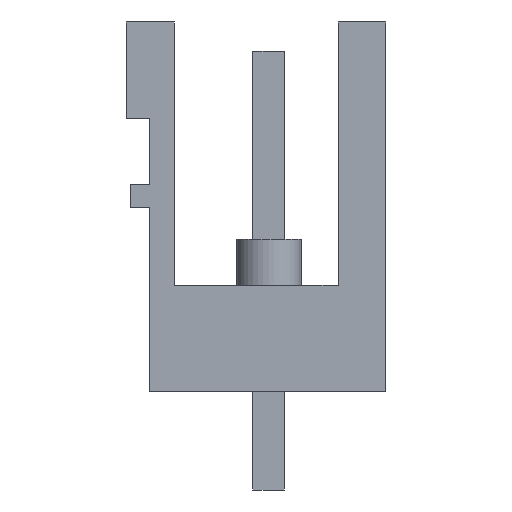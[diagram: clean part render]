
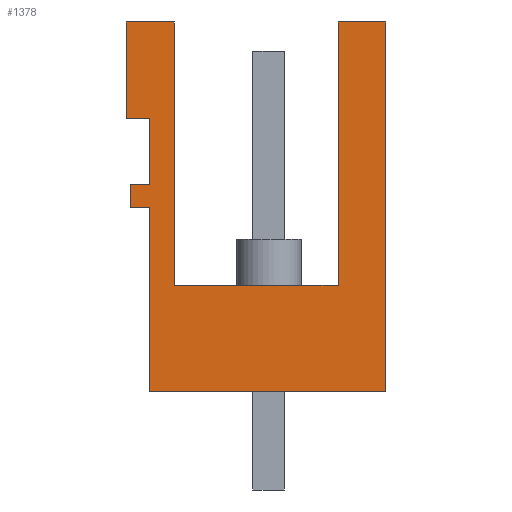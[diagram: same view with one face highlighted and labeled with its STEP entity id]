
A CAD part, left-side view. The second image highlights one B-rep face of the part: STEP entity #1378.
In plain terms, the highlighted planar face has unit normal (-1, 0, 0).
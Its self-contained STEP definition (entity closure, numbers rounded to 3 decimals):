
#1278=AXIS2_PLACEMENT_3D('Plane Axis2P3D',#1275,#1276,#1277) ;
#375=CARTESIAN_POINT('Vertex',(0.,7.68,3.2)) ;
#378=CARTESIAN_POINT('Line Origine',(0.,7.68,6.19)) ;
#382=CARTESIAN_POINT('Vertex',(0.,7.68,9.181)) ;
#1260=CARTESIAN_POINT('Vertex',(0.,0.,3.2)) ;
#1263=CARTESIAN_POINT('Line Origine',(0.,3.84,3.2)) ;
#1275=CARTESIAN_POINT('Axis2P3D Location',(0.,8.43,1.7)) ;
#1280=CARTESIAN_POINT('Line Origine',(0.,0.,9.2)) ;
#1284=CARTESIAN_POINT('Vertex',(0.,0.,15.2)) ;
#1287=CARTESIAN_POINT('Line Origine',(0.,0.775,15.2)) ;
#1291=CARTESIAN_POINT('Vertex',(0.,1.55,15.2)) ;
#1294=CARTESIAN_POINT('Line Origine',(0.,1.55,10.925)) ;
#1298=CARTESIAN_POINT('Vertex',(0.,1.55,6.65)) ;
#1301=CARTESIAN_POINT('Line Origine',(0.,4.206,6.65)) ;
#1305=CARTESIAN_POINT('Vertex',(0.,6.863,6.65)) ;
#1308=CARTESIAN_POINT('Line Origine',(0.,6.863,10.925)) ;
#1312=CARTESIAN_POINT('Vertex',(0.,6.863,15.2)) ;
#1315=CARTESIAN_POINT('Line Origine',(0.,7.647,15.2)) ;
#1319=CARTESIAN_POINT('Vertex',(0.,8.43,15.2)) ;
#1322=CARTESIAN_POINT('Line Origine',(0.,8.43,13.64)) ;
#1326=CARTESIAN_POINT('Vertex',(0.,8.43,12.08)) ;
#1329=CARTESIAN_POINT('Line Origine',(0.,8.055,12.08)) ;
#1333=CARTESIAN_POINT('Vertex',(0.,7.68,12.08)) ;
#1336=CARTESIAN_POINT('Line Origine',(0.,7.68,11.005)) ;
#1340=CARTESIAN_POINT('Vertex',(0.,7.68,9.93)) ;
#1343=CARTESIAN_POINT('Line Origine',(0.,7.99,9.93)) ;
#1347=CARTESIAN_POINT('Vertex',(0.,8.3,9.93)) ;
#1350=CARTESIAN_POINT('Line Origine',(0.,8.3,9.555)) ;
#1354=CARTESIAN_POINT('Vertex',(0.,8.3,9.181)) ;
#1357=CARTESIAN_POINT('Line Origine',(0.,7.99,9.181)) ;
#379=DIRECTION('Vector Direction',(0.,0.,-1.)) ;
#1264=DIRECTION('Vector Direction',(0.,-1.,0.)) ;
#1276=DIRECTION('Axis2P3D Direction',(-1.,0.,0.)) ;
#1277=DIRECTION('Axis2P3D XDirection',(0.,1.,0.)) ;
#1281=DIRECTION('Vector Direction',(0.,0.,1.)) ;
#1288=DIRECTION('Vector Direction',(0.,1.,0.)) ;
#1295=DIRECTION('Vector Direction',(0.,0.,-1.)) ;
#1302=DIRECTION('Vector Direction',(0.,1.,0.)) ;
#1309=DIRECTION('Vector Direction',(0.,0.,1.)) ;
#1316=DIRECTION('Vector Direction',(0.,1.,0.)) ;
#1323=DIRECTION('Vector Direction',(0.,0.,-1.)) ;
#1330=DIRECTION('Vector Direction',(0.,-1.,0.)) ;
#1337=DIRECTION('Vector Direction',(0.,0.,-1.)) ;
#1344=DIRECTION('Vector Direction',(0.,1.,0.)) ;
#1351=DIRECTION('Vector Direction',(0.,0.,-1.)) ;
#1358=DIRECTION('Vector Direction',(0.,-1.,0.)) ;
#380=VECTOR('Line Direction',#379,1.) ;
#1265=VECTOR('Line Direction',#1264,1.) ;
#1282=VECTOR('Line Direction',#1281,1.) ;
#1289=VECTOR('Line Direction',#1288,1.) ;
#1296=VECTOR('Line Direction',#1295,1.) ;
#1303=VECTOR('Line Direction',#1302,1.) ;
#1310=VECTOR('Line Direction',#1309,1.) ;
#1317=VECTOR('Line Direction',#1316,1.) ;
#1324=VECTOR('Line Direction',#1323,1.) ;
#1331=VECTOR('Line Direction',#1330,1.) ;
#1338=VECTOR('Line Direction',#1337,1.) ;
#1345=VECTOR('Line Direction',#1344,1.) ;
#1352=VECTOR('Line Direction',#1351,1.) ;
#1359=VECTOR('Line Direction',#1358,1.) ;
#1363=ORIENTED_EDGE('',*,*,#1286,.T.) ;
#1364=ORIENTED_EDGE('',*,*,#1293,.T.) ;
#1365=ORIENTED_EDGE('',*,*,#1300,.T.) ;
#1366=ORIENTED_EDGE('',*,*,#1307,.T.) ;
#1367=ORIENTED_EDGE('',*,*,#1314,.T.) ;
#1368=ORIENTED_EDGE('',*,*,#1321,.T.) ;
#1369=ORIENTED_EDGE('',*,*,#1328,.T.) ;
#1370=ORIENTED_EDGE('',*,*,#1335,.T.) ;
#1371=ORIENTED_EDGE('',*,*,#1342,.T.) ;
#1372=ORIENTED_EDGE('',*,*,#1349,.T.) ;
#1373=ORIENTED_EDGE('',*,*,#1356,.T.) ;
#1374=ORIENTED_EDGE('',*,*,#1361,.T.) ;
#1375=ORIENTED_EDGE('',*,*,#384,.T.) ;
#1376=ORIENTED_EDGE('',*,*,#1267,.T.) ;
#1378=ADVANCED_FACE('HOUSING',(#1377),#1279,.T.) ;
#384=EDGE_CURVE('',#383,#376,#381,.T.) ;
#1267=EDGE_CURVE('',#376,#1261,#1266,.T.) ;
#1286=EDGE_CURVE('',#1261,#1285,#1283,.T.) ;
#1293=EDGE_CURVE('',#1285,#1292,#1290,.T.) ;
#1300=EDGE_CURVE('',#1292,#1299,#1297,.T.) ;
#1307=EDGE_CURVE('',#1299,#1306,#1304,.T.) ;
#1314=EDGE_CURVE('',#1306,#1313,#1311,.T.) ;
#1321=EDGE_CURVE('',#1313,#1320,#1318,.T.) ;
#1328=EDGE_CURVE('',#1320,#1327,#1325,.T.) ;
#1335=EDGE_CURVE('',#1327,#1334,#1332,.T.) ;
#1342=EDGE_CURVE('',#1334,#1341,#1339,.T.) ;
#1349=EDGE_CURVE('',#1341,#1348,#1346,.T.) ;
#1356=EDGE_CURVE('',#1348,#1355,#1353,.T.) ;
#1361=EDGE_CURVE('',#1355,#383,#1360,.T.) ;
#1362=EDGE_LOOP('',(#1363,#1364,#1365,#1366,#1367,#1368,#1369,#1370,#1371,#1372,#1373,#1374,#1375,#1376)) ;
#1377=FACE_OUTER_BOUND('',#1362,.T.) ;
#381=LINE('Line',#378,#380) ;
#1266=LINE('Line',#1263,#1265) ;
#1283=LINE('Line',#1280,#1282) ;
#1290=LINE('Line',#1287,#1289) ;
#1297=LINE('Line',#1294,#1296) ;
#1304=LINE('Line',#1301,#1303) ;
#1311=LINE('Line',#1308,#1310) ;
#1318=LINE('Line',#1315,#1317) ;
#1325=LINE('Line',#1322,#1324) ;
#1332=LINE('Line',#1329,#1331) ;
#1339=LINE('Line',#1336,#1338) ;
#1346=LINE('Line',#1343,#1345) ;
#1353=LINE('Line',#1350,#1352) ;
#1360=LINE('Line',#1357,#1359) ;
#1279=PLANE('',#1278) ;
#376=VERTEX_POINT('',#375) ;
#383=VERTEX_POINT('',#382) ;
#1261=VERTEX_POINT('',#1260) ;
#1285=VERTEX_POINT('',#1284) ;
#1292=VERTEX_POINT('',#1291) ;
#1299=VERTEX_POINT('',#1298) ;
#1306=VERTEX_POINT('',#1305) ;
#1313=VERTEX_POINT('',#1312) ;
#1320=VERTEX_POINT('',#1319) ;
#1327=VERTEX_POINT('',#1326) ;
#1334=VERTEX_POINT('',#1333) ;
#1341=VERTEX_POINT('',#1340) ;
#1348=VERTEX_POINT('',#1347) ;
#1355=VERTEX_POINT('',#1354) ;
